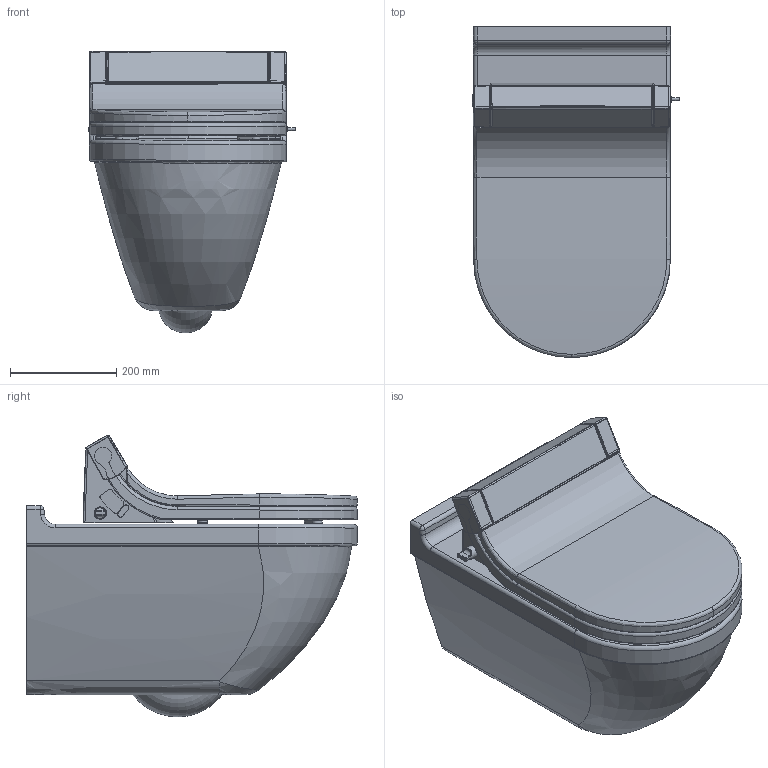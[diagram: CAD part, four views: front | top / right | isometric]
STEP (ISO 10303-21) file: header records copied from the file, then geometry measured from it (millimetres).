
FILE_DESCRIPTION((''),'2;1');
FILE_NAME('222609_610000.stp','2012-02-29T15:35:16',('Administrator'),(''),'Autodesk Inventor 2011','Autodesk Inventor 2011','');
FILE_SCHEMA(('CONFIG_CONTROL_DESIGN'));
Length unit declared in the file: millimetre
Products named in the file (17): 222609_610000; F2030-1001_CASE-ASSY_ASM; 1F215-00-01_DECORATIVE-COVER; 1F219-00-01_SEAT-LID; F22030-1001_SEAT-MODULE_ASM; 1F221-A0-01_TOP-CASE; 1F218-B0-01_SEAT-BUFFER; 1F216-B0-01_INFRARED-FILTER; 103227_BUTTON-MEMBRANE; 1F214-A0-01_HINGE-COVER; 1F214-B0-01_HINGE-COVER; 1F218-A0-01_LID-BUFFER; RC-FILTER-NEW; 1F220-00-01_BODY-CASEn; 103226; SR; 222609
Assembly tree (22 placements, depth 4):
  222609_610000
    F2030-1001_CASE-ASSY_ASM
      1F215-00-01_DECORATIVE-COVER
      1F219-00-01_SEAT-LID
      F22030-1001_SEAT-MODULE_ASM
        1F221-A0-01_TOP-CASE
        1F218-B0-01_SEAT-BUFFER  x4
      1F216-B0-01_INFRARED-FILTER
      103227_BUTTON-MEMBRANE
      1F214-A0-01_HINGE-COVER
      1F214-B0-01_HINGE-COVER
      1F218-A0-01_LID-BUFFER  x4
      RC-FILTER-NEW
      1F220-00-01_BODY-CASEn
    103226
    SR
    222609
Bounding box: 389.03 x 621.41 x 529.58 mm (x, y, z)
Volume: 44238618 mm3; surface area: 2065686.8 mm2
Topology: 20 solids, 20 shells, 613 faces, 1464 edges, 887 vertices
Faces by surface type: plane 197, bspline 183, cylinder 162, torus 37, sphere 22, cone 12
Full cylindrical faces by diameter (mm): 5.264 x1, 15 x4, 15.2 x8, 20 x1, 23 x1, 39.258 x1, 52 x1, 80.759 x1, 102 x3
Entity records: 33488 total; most frequent: CARTESIAN_POINT 21165, ORIENTED_EDGE 2606, DIRECTION 2227, EDGE_CURVE 1303, AXIS2_PLACEMENT_3D 863, VERTEX_POINT 814, EDGE_LOOP 601, FACE_OUTER_BOUND 556
